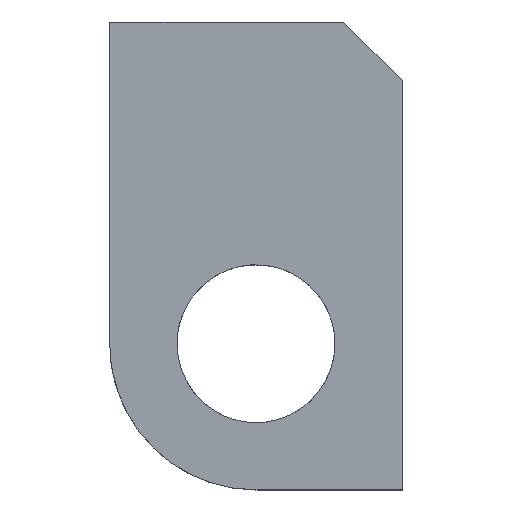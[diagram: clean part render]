
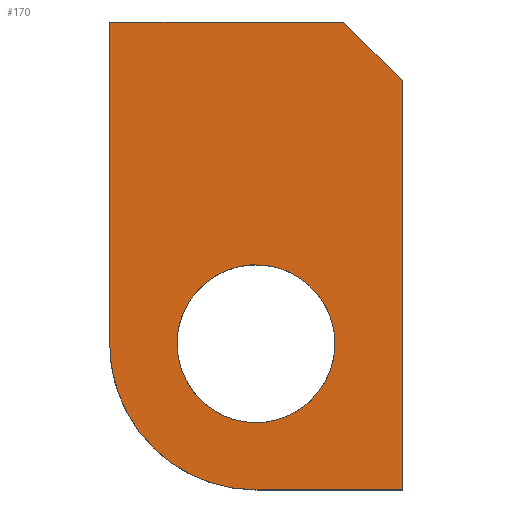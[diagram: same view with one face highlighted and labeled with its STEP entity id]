
A CAD part, top view. The second image highlights one B-rep face of the part: STEP entity #170.
In plain terms, the highlighted free-form (B-spline) face has degree [1, 1] with [2, 2] control points.
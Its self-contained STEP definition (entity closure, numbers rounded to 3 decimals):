
#11 = CARTESIAN_POINT ( 'NONE',  ( 27.5, -1170.403, 8. ) ) ;
#12 = CARTESIAN_POINT ( 'NONE',  ( 17.5, -1170.403, 8. ) ) ;
#18 = CARTESIAN_POINT ( 'NONE',  ( -12.145, -1250.403, 8. ) ) ;
#21 = VERTEX_POINT ( 'NONE', #340 ) ;
#22 = CARTESIAN_POINT ( 'NONE',  ( 16., -1225.403, 8. ) ) ;
#24 = EDGE_CURVE ( 'NONE', #244, #249, #354, .T. ) ;
#27 = CARTESIAN_POINT ( 'NONE',  ( -22.5, -1225.403, 8. ) ) ;
#34 = CARTESIAN_POINT ( 'NONE',  ( 10.408, -1238.903, 8. ) ) ;
#43 = CARTESIAN_POINT ( 'NONE',  ( 2.5, -1250.403, 8. ) ) ;
#48 = CARTESIAN_POINT ( 'NONE',  ( 16., -1198.403, 8. ) ) ;
#61 = ORIENTED_EDGE ( 'NONE', *, *, #83, .F. ) ;
#63 = CARTESIAN_POINT ( 'NONE',  ( -11., -1233.312, 8. ) ) ;
#64 =( BOUNDED_CURVE ( )  B_SPLINE_CURVE ( 3, ( #305, #18, #243, #181 ),
 .UNSPECIFIED., .F., .T. ) 
 B_SPLINE_CURVE_WITH_KNOTS ( ( 4, 4 ),
 ( -1.571, 0. ),
 .UNSPECIFIED. ) 
 CURVE ( )  GEOMETRIC_REPRESENTATION_ITEM ( )  RATIONAL_B_SPLINE_CURVE ( ( 1., 0.805, 0.805, 1. ) ) 
 REPRESENTATION_ITEM ( '' )  );
#70 = FACE_OUTER_BOUND ( 'NONE', #395, .T. ) ;
#77 = CARTESIAN_POINT ( 'NONE',  ( 27.5, -1180.403, 8. ) ) ;
#79 = CARTESIAN_POINT ( 'NONE',  ( 27.5, -1250.403, 8. ) ) ;
#80 = B_SPLINE_SURFACE_WITH_KNOTS ( 'NONE', 1, 1, ( 
 ( #199, #193 ),
 ( #11, #204 ) ),
 .UNSPECIFIED., .F., .F., .F.,
 ( 2, 2 ),
 ( 2, 2 ),
 ( 0., 1. ),
 ( 0., 1. ),
 .UNSPECIFIED. ) ;
#82 = VERTEX_POINT ( 'NONE', #128 ) ;
#83 = EDGE_CURVE ( 'NONE', #82, #88, #156, .T. ) ;
#88 = VERTEX_POINT ( 'NONE', #161 ) ;
#103 = CARTESIAN_POINT ( 'NONE',  ( -22.5, -1170.403, 8. ) ) ;
#119 = ORIENTED_EDGE ( 'NONE', *, *, #396, .F. ) ;
#128 = CARTESIAN_POINT ( 'NONE',  ( -11., -1225.403, 8. ) ) ;
#140 = CARTESIAN_POINT ( 'NONE',  ( -22.5, -1225.403, 8. ) ) ;
#152 = CARTESIAN_POINT ( 'NONE',  ( -11., -1198.403, 8. ) ) ;
#156 =( BOUNDED_CURVE ( )  B_SPLINE_CURVE ( 3, ( #169, #63, #195, #283, #34, #292, #252 ),
 .UNSPECIFIED., .F., .T. ) 
 B_SPLINE_CURVE_WITH_KNOTS ( ( 4, 3, 4 ),
 ( -3.142, -1.571, 0. ),
 .UNSPECIFIED. ) 
 CURVE ( )  GEOMETRIC_REPRESENTATION_ITEM ( )  RATIONAL_B_SPLINE_CURVE ( ( 1., 0.805, 0.805, 1., 0.805, 0.805, 1. ) ) 
 REPRESENTATION_ITEM ( '' )  );
#161 = CARTESIAN_POINT ( 'NONE',  ( 16., -1225.403, 8. ) ) ;
#169 = CARTESIAN_POINT ( 'NONE',  ( -11., -1225.403, 8. ) ) ;
#170 = ADVANCED_FACE ( 'NONE', ( #352, #70 ), #80, .F. ) ;
#173 = CARTESIAN_POINT ( 'NONE',  ( 27.5, -1180.403, 8. ) ) ;
#181 = CARTESIAN_POINT ( 'NONE',  ( -22.5, -1225.403, 8. ) ) ;
#183 = VERTEX_POINT ( 'NONE', #77 ) ;
#186 = CARTESIAN_POINT ( 'NONE',  ( -22.5, -1170.403, 8. ) ) ;
#190 = B_SPLINE_CURVE_WITH_KNOTS ( 'NONE', 1,
 ( #79, #43 ),
 .UNSPECIFIED., .F., .F.,
 ( 2, 2 ),
 ( 0., 1. ),
 .UNSPECIFIED. ) ;
#193 = CARTESIAN_POINT ( 'NONE',  ( -22.5, -1250.403, 8. ) ) ;
#195 = CARTESIAN_POINT ( 'NONE',  ( -5.408, -1238.903, 8. ) ) ;
#199 = CARTESIAN_POINT ( 'NONE',  ( -22.5, -1170.403, 8. ) ) ;
#202 = CARTESIAN_POINT ( 'NONE',  ( 17.5, -1170.403, 8. ) ) ;
#204 = CARTESIAN_POINT ( 'NONE',  ( 27.5, -1250.403, 8. ) ) ;
#211 = ORIENTED_EDGE ( 'NONE', *, *, #289, .F. ) ;
#212 = ORIENTED_EDGE ( 'NONE', *, *, #24, .F. ) ;
#213 = EDGE_CURVE ( 'NONE', #337, #21, #190, .T. ) ;
#219 = EDGE_CURVE ( 'NONE', #276, #183, #338, .T. ) ;
#237 = EDGE_LOOP ( 'NONE', ( #61, #246 ) ) ;
#243 = CARTESIAN_POINT ( 'NONE',  ( -22.5, -1240.048, 8. ) ) ;
#244 = VERTEX_POINT ( 'NONE', #140 ) ;
#246 = ORIENTED_EDGE ( 'NONE', *, *, #383, .F. ) ;
#247 = B_SPLINE_CURVE_WITH_KNOTS ( 'NONE', 1,
 ( #394, #273 ),
 .UNSPECIFIED., .F., .F.,
 ( 2, 2 ),
 ( 0., 1. ),
 .UNSPECIFIED. ) ;
#249 = VERTEX_POINT ( 'NONE', #103 ) ;
#252 = CARTESIAN_POINT ( 'NONE',  ( 16., -1225.403, 8. ) ) ;
#271 = CARTESIAN_POINT ( 'NONE',  ( 17.5, -1170.403, 8. ) ) ;
#273 = CARTESIAN_POINT ( 'NONE',  ( 27.5, -1250.403, 8. ) ) ;
#276 = VERTEX_POINT ( 'NONE', #202 ) ;
#283 = CARTESIAN_POINT ( 'NONE',  ( 2.5, -1238.903, 8. ) ) ;
#289 = EDGE_CURVE ( 'NONE', #21, #244, #64, .T. ) ;
#290 = CARTESIAN_POINT ( 'NONE',  ( -22.5, -1170.403, 8. ) ) ;
#292 = CARTESIAN_POINT ( 'NONE',  ( 16., -1233.312, 8. ) ) ;
#298 = EDGE_CURVE ( 'NONE', #249, #276, #374, .T. ) ;
#301 = ORIENTED_EDGE ( 'NONE', *, *, #213, .F. ) ;
#305 = CARTESIAN_POINT ( 'NONE',  ( 2.5, -1250.403, 8. ) ) ;
#307 = ORIENTED_EDGE ( 'NONE', *, *, #298, .F. ) ;
#337 = VERTEX_POINT ( 'NONE', #391 ) ;
#338 = B_SPLINE_CURVE_WITH_KNOTS ( 'NONE', 1,
 ( #12, #173 ),
 .UNSPECIFIED., .F., .F.,
 ( 2, 2 ),
 ( 0., 1. ),
 .UNSPECIFIED. ) ;
#340 = CARTESIAN_POINT ( 'NONE',  ( 2.5, -1250.403, 8. ) ) ;
#343 = ORIENTED_EDGE ( 'NONE', *, *, #219, .F. ) ;
#352 = FACE_BOUND ( 'NONE', #237, .T. ) ;
#354 = B_SPLINE_CURVE_WITH_KNOTS ( 'NONE', 1,
 ( #27, #290 ),
 .UNSPECIFIED., .F., .F.,
 ( 2, 2 ),
 ( 0., 1. ),
 .UNSPECIFIED. ) ;
#374 = B_SPLINE_CURVE_WITH_KNOTS ( 'NONE', 1,
 ( #186, #271 ),
 .UNSPECIFIED., .F., .F.,
 ( 2, 2 ),
 ( 0., 1. ),
 .UNSPECIFIED. ) ;
#383 = EDGE_CURVE ( 'NONE', #88, #82, #398, .T. ) ;
#391 = CARTESIAN_POINT ( 'NONE',  ( 27.5, -1250.403, 8. ) ) ;
#394 = CARTESIAN_POINT ( 'NONE',  ( 27.5, -1180.403, 8. ) ) ;
#395 = EDGE_LOOP ( 'NONE', ( #301, #119, #343, #307, #212, #211 ) ) ;
#396 = EDGE_CURVE ( 'NONE', #183, #337, #247, .T. ) ;
#398 =( BOUNDED_CURVE ( )  B_SPLINE_CURVE ( 3, ( #22, #48, #152, #399 ),
 .UNSPECIFIED., .F., .T. ) 
 B_SPLINE_CURVE_WITH_KNOTS ( ( 4, 4 ),
 ( -3.142, 0. ),
 .UNSPECIFIED. ) 
 CURVE ( )  GEOMETRIC_REPRESENTATION_ITEM ( )  RATIONAL_B_SPLINE_CURVE ( ( 1., 0.333, 0.333, 1. ) ) 
 REPRESENTATION_ITEM ( '' )  );
#399 = CARTESIAN_POINT ( 'NONE',  ( -11., -1225.403, 8. ) ) ;
